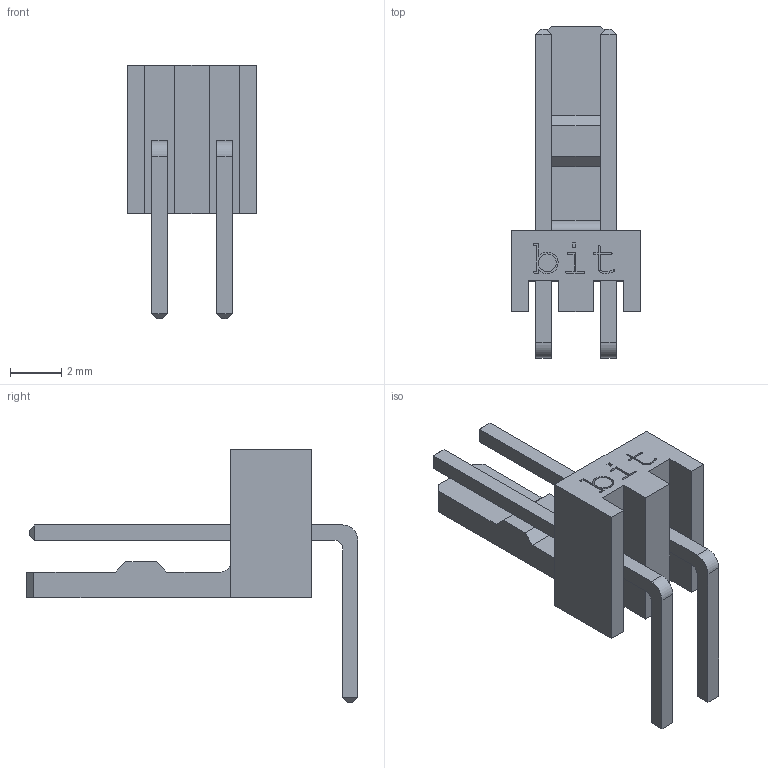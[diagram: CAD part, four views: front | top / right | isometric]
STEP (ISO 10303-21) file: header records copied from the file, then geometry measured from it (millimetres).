
FILE_DESCRIPTION (( 'STEP AP214' ), '1' );
FILE_NAME ('Molex-2.54-2pin-angle.STEP', '2020-06-22T01:31:28', ( '' ), ( '' ), 'SwSTEP 2.0', 'SolidWorks 2013', '' );
FILE_SCHEMA (( 'AUTOMOTIVE_DESIGN' ));
Length unit declared in the file: millimetre
Products named in the file (3): Pieza2; Molex-2.54-2pin-angle; pin_90
Assembly tree (3 placements, depth 2):
  Molex-2.54-2pin-angle
    Pieza2
    pin_90  x2
Bounding box: 5.08 x 12.97 x 9.91 mm (x, y, z)
Volume: 110.7 mm3; surface area: 312 mm2
Topology: 3 solids, 3 shells, 131 faces, 344 edges, 224 vertices
Faces by surface type: plane 95, bspline 31, cylinder 5
Entity records: 4704 total; most frequent: CARTESIAN_POINT 1958, ORIENTED_EDGE 608, DIRECTION 424, EDGE_CURVE 304, LINE 236, VECTOR 236, VERTEX_POINT 200, EDGE_LOOP 122
